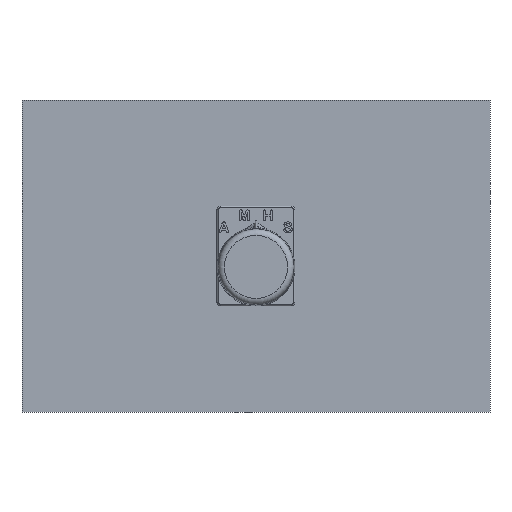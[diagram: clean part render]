
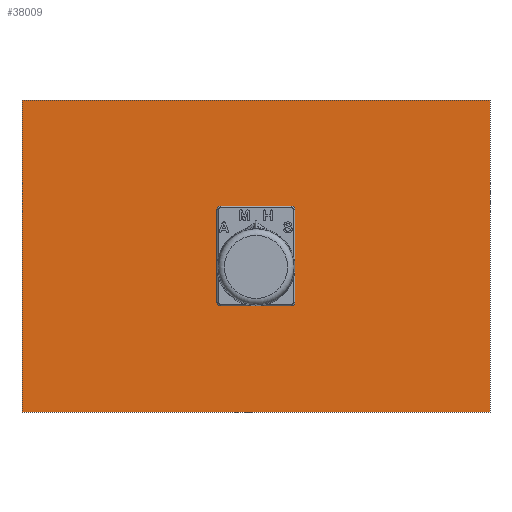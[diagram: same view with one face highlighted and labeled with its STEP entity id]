
A CAD part, front view. The second image highlights one B-rep face of the part: STEP entity #38009.
In plain terms, the highlighted planar face has unit normal (0, -1, 0).
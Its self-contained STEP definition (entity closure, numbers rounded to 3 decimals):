
#1514=FACE_BOUND('',#3747,.T.);
#1721=FACE_OUTER_BOUND('',#3746,.T.);
#3746=EDGE_LOOP('',(#25004,#25005,#25006,#25007));
#3747=EDGE_LOOP('',(#25008,#25009,#25010,#25011));
#5959=LINE('',#51839,#10694);
#5963=LINE('',#51847,#10698);
#5966=LINE('',#51853,#10701);
#5969=LINE('',#51858,#10704);
#5971=LINE('',#51863,#10706);
#5975=LINE('',#51871,#10710);
#5978=LINE('',#51877,#10713);
#5981=LINE('',#51882,#10716);
#10694=VECTOR('',#42437,10.);
#10698=VECTOR('',#42443,10.);
#10701=VECTOR('',#42448,10.);
#10704=VECTOR('',#42453,10.);
#10706=VECTOR('',#42457,10.);
#10710=VECTOR('',#42463,10.);
#10713=VECTOR('',#42468,10.);
#10716=VECTOR('',#42473,10.);
#15429=VERTEX_POINT('',#51837);
#15430=VERTEX_POINT('',#51838);
#15433=VERTEX_POINT('',#51846);
#15435=VERTEX_POINT('',#51852);
#15437=VERTEX_POINT('',#51861);
#15438=VERTEX_POINT('',#51862);
#15441=VERTEX_POINT('',#51870);
#15443=VERTEX_POINT('',#51876);
#19233=EDGE_CURVE('',#15429,#15430,#5959,.T.);
#19237=EDGE_CURVE('',#15433,#15429,#5963,.T.);
#19240=EDGE_CURVE('',#15435,#15433,#5966,.T.);
#19243=EDGE_CURVE('',#15430,#15435,#5969,.T.);
#19245=EDGE_CURVE('',#15437,#15438,#5971,.T.);
#19249=EDGE_CURVE('',#15438,#15441,#5975,.T.);
#19252=EDGE_CURVE('',#15441,#15443,#5978,.T.);
#19255=EDGE_CURVE('',#15443,#15437,#5981,.T.);
#25004=ORIENTED_EDGE('',*,*,#19255,.T.);
#25005=ORIENTED_EDGE('',*,*,#19245,.T.);
#25006=ORIENTED_EDGE('',*,*,#19249,.T.);
#25007=ORIENTED_EDGE('',*,*,#19252,.T.);
#25008=ORIENTED_EDGE('',*,*,#19243,.F.);
#25009=ORIENTED_EDGE('',*,*,#19233,.F.);
#25010=ORIENTED_EDGE('',*,*,#19237,.F.);
#25011=ORIENTED_EDGE('',*,*,#19240,.F.);
#36435=PLANE('',#40108);
#38009=ADVANCED_FACE('',(#1721,#1514),#36435,.F.);
#40108=AXIS2_PLACEMENT_3D('',#51885,#42477,#42478);
#42437=DIRECTION('',(1.,0.,0.));
#42443=DIRECTION('',(0.,0.,-1.));
#42448=DIRECTION('',(-1.,0.,0.));
#42453=DIRECTION('',(0.,0.,1.));
#42457=DIRECTION('',(0.,0.,1.));
#42463=DIRECTION('',(-1.,0.,0.));
#42468=DIRECTION('',(0.,0.,-1.));
#42473=DIRECTION('',(1.,0.,0.));
#42477=DIRECTION('center_axis',(0.,1.,0.));
#42478=DIRECTION('ref_axis',(1.,0.,0.));
#51837=CARTESIAN_POINT('',(-11.,0.,-15.));
#51838=CARTESIAN_POINT('',(11.,0.,-15.));
#51839=CARTESIAN_POINT('',(11.,0.,-15.));
#51846=CARTESIAN_POINT('',(-11.,0.,15.));
#51847=CARTESIAN_POINT('',(-11.,0.,-15.));
#51852=CARTESIAN_POINT('',(11.,0.,15.));
#51853=CARTESIAN_POINT('',(-11.,0.,15.));
#51858=CARTESIAN_POINT('',(11.,0.,15.));
#51861=CARTESIAN_POINT('',(75.,0.,-50.));
#51862=CARTESIAN_POINT('',(75.,0.,50.));
#51863=CARTESIAN_POINT('',(75.,0.,-50.));
#51870=CARTESIAN_POINT('',(-75.,0.,50.));
#51871=CARTESIAN_POINT('',(75.,0.,50.));
#51876=CARTESIAN_POINT('',(-75.,0.,-50.));
#51877=CARTESIAN_POINT('',(-75.,0.,50.));
#51882=CARTESIAN_POINT('',(-75.,0.,-50.));
#51885=CARTESIAN_POINT('Origin',(0.,0.,0.));
